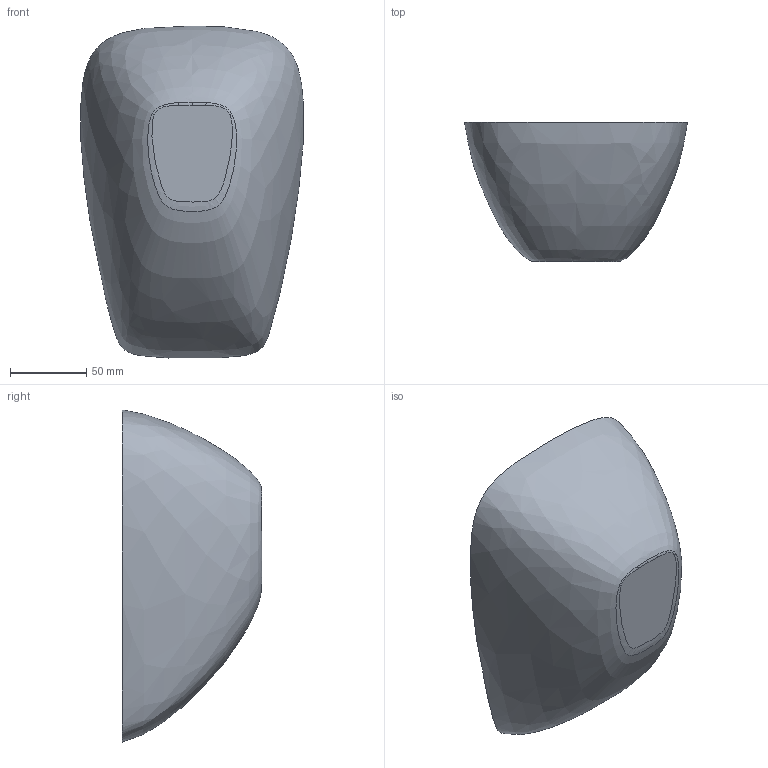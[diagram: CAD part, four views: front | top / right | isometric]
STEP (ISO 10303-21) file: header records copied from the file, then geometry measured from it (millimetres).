
FILE_DESCRIPTION(/* description */ ('STEP AP214'),/* implementation_level */ '2;1');
FILE_NAME(/* name */ '638e5e62f6d7ad4ea67d7ddd',/* time_stamp */ '2022-12-05T21:10:59+00:00',/* author */ (''),/* organization */ (''),/* preprocessor_version */ 'ST-DEVELOPER v18.102',/* originating_system */ ' ',/* authorisation */ ' ');
FILE_SCHEMA (('AUTOMOTIVE_DESIGN {1 0 10303 214 3 1 1}'));
Length unit declared in the file: metre
Products named in the file (1): Part 9
Bounding box: 146.06 x 91.44 x 217.45 mm (x, y, z)
Volume: 134363.9 mm3; surface area: 109846.9 mm2
Topology: 1 solids, 1 shells, 15 faces, 35 edges, 23 vertices
Faces by surface type: bspline 12, plane 3
Entity records: 4407 total; most frequent: CARTESIAN_POINT 4140, ORIENTED_EDGE 66, EDGE_CURVE 33, B_SPLINE_CURVE_WITH_KNOTS 33, VERTEX_POINT 23, EDGE_LOOP 18, FACE_BOUND 18, ADVANCED_FACE 15
